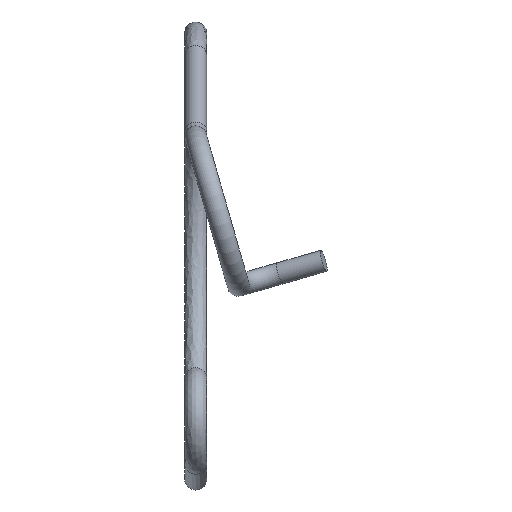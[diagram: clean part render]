
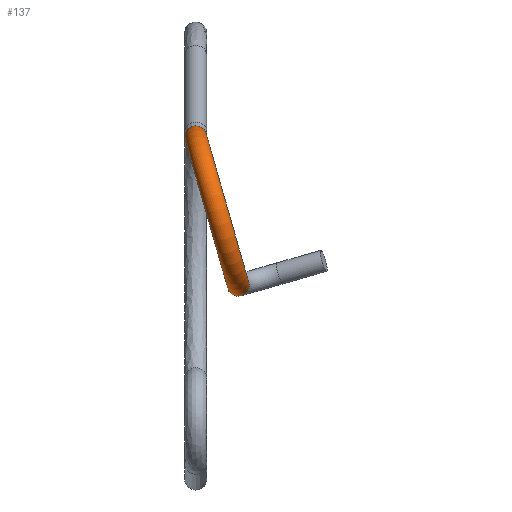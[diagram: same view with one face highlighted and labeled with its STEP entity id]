
A CAD part, top view. The second image highlights one B-rep face of the part: STEP entity #137.
In plain terms, the highlighted toroidal (fillet/blend) face has major radius 6.35 mm and minor radius 0.902 mm.
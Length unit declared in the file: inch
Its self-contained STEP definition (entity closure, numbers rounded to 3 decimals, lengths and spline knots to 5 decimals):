
#89=TOROIDAL_SURFACE('',#253,0.25,0.0355);
#122=FACE_BOUND('',#166,.T.);
#123=FACE_BOUND('',#167,.T.);
#137=ADVANCED_FACE('',(#122,#123),#89,.T.);
#166=EDGE_LOOP('',(#192));
#167=EDGE_LOOP('',(#193));
#192=ORIENTED_EDGE('',*,*,#216,.T.);
#193=ORIENTED_EDGE('',*,*,#220,.F.);
#203=VERTEX_POINT('',#809);
#207=VERTEX_POINT('',#820);
#216=EDGE_CURVE('',#203,#203,#228,.T.);
#220=EDGE_CURVE('',#207,#207,#232,.T.);
#228=CIRCLE('',#244,0.0355);
#232=CIRCLE('',#251,0.0355);
#244=AXIS2_PLACEMENT_3D('',#808,#277,#278);
#251=AXIS2_PLACEMENT_3D('',#819,#291,#292);
#253=AXIS2_PLACEMENT_3D('',#822,#295,#296);
#277=DIRECTION('',(0.,0.,1.));
#278=DIRECTION('',(1.,0.,0.));
#291=DIRECTION('',(0.,0.,-1.));
#292=DIRECTION('',(0.848,0.53,0.));
#295=DIRECTION('',(0.961,0.276,0.));
#296=DIRECTION('',(-0.276,0.961,0.));
#808=CARTESIAN_POINT('',(0.,0.,0.144));
#809=CARTESIAN_POINT('',(0.0355,0.,0.144));
#819=CARTESIAN_POINT('',(0.13782,-0.48063,0.144));
#820=CARTESIAN_POINT('',(0.16792,-0.46182,0.144));
#822=CARTESIAN_POINT('',(0.06891,-0.24032,0.144));
